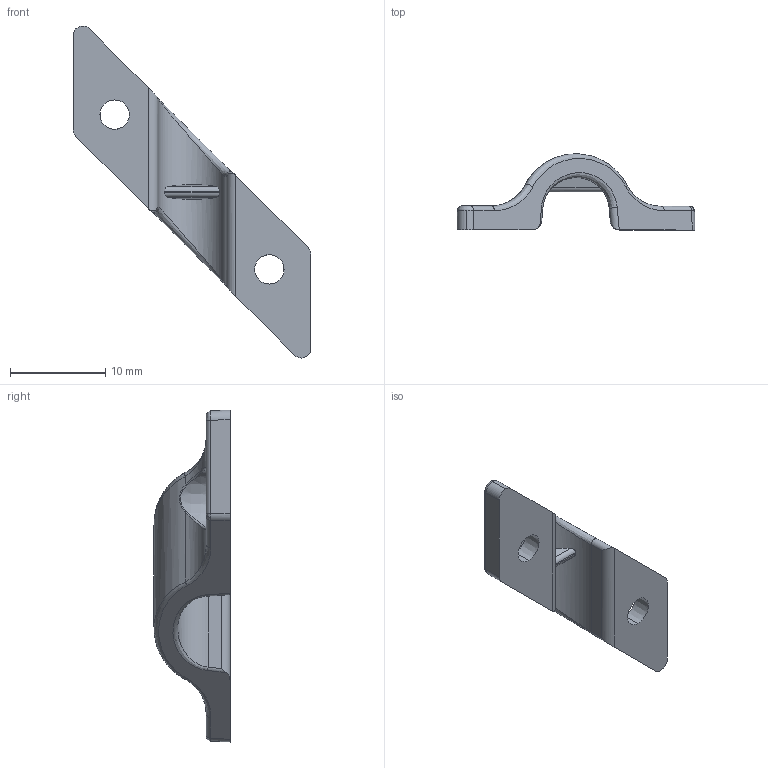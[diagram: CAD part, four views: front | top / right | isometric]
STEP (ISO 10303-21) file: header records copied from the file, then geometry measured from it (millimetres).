
FILE_DESCRIPTION (( 'STEP AP203' ), '1' );
FILE_NAME ('1953-D.STEP', '2015-09-24T15:59:27', ( '' ), ( '' ), 'SwSTEP 2.0', 'SolidWorks 2015', '' );
FILE_SCHEMA (( 'CONFIG_CONTROL_DESIGN' ));
Length unit declared in the file: millimetre
Products named in the file (1): 1953-D
Bounding box: 25 x 8 x 34.9 mm (x, y, z)
Volume: 936.3 mm3; surface area: 1055.7 mm2
Topology: 1 solids, 1 shells, 71 faces, 176 edges, 108 vertices
Faces by surface type: cylinder 25, bspline 20, plane 15, cone 8, torus 3
Entity records: 2980 total; most frequent: CARTESIAN_POINT 1424, ORIENTED_EDGE 352, DIRECTION 265, EDGE_CURVE 176, VERTEX_POINT 108, AXIS2_PLACEMENT_3D 101, EDGE_LOOP 76, FACE_OUTER_BOUND 71
